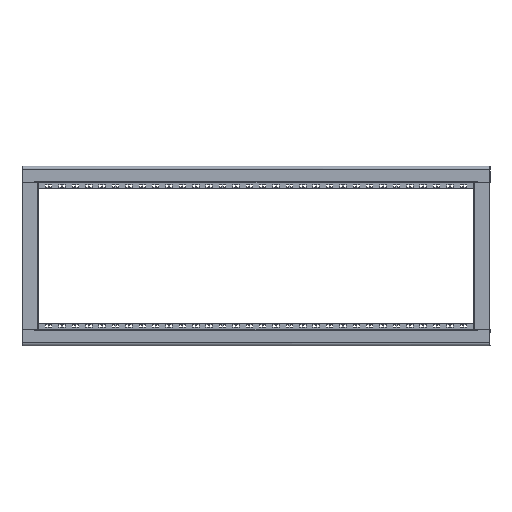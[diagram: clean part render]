
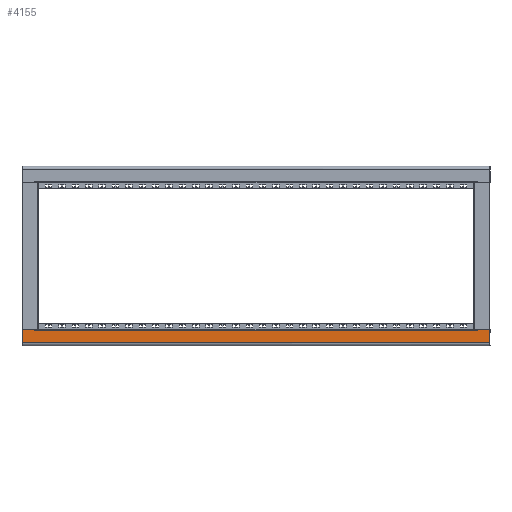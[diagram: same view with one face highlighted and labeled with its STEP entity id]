
A CAD part, top view. The second image highlights one B-rep face of the part: STEP entity #4155.
In plain terms, the highlighted planar face has unit normal (0, 0, 1).
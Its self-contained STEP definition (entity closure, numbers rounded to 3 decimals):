
#72 = AXIS2_PLACEMENT_3D ( 'NONE', #6362, #6351, #6350 ) ;
#1487 = VERTEX_POINT ( 'NONE', #7755 ) ;
#1496 = VERTEX_POINT ( 'NONE', #7753 ) ;
#1503 = VERTEX_POINT ( 'NONE', #7721 ) ;
#1512 = VERTEX_POINT ( 'NONE', #7705 ) ;
#1513 = VERTEX_POINT ( 'NONE', #7701 ) ;
#1546 = VERTEX_POINT ( 'NONE', #7667 ) ;
#1587 = VERTEX_POINT ( 'NONE', #7628 ) ;
#1597 = VERTEX_POINT ( 'NONE', #7608 ) ;
#4155 = ADVANCED_FACE ( 'NONE', ( #6354 ), #6353, .T. ) ;
#5362 = EDGE_CURVE ( 'NONE', #1513, #1546, #11154, .T. ) ;
#5394 = EDGE_CURVE ( 'NONE', #1512, #1597, #11148, .T. ) ;
#5412 = EDGE_CURVE ( 'NONE', #1587, #1487, #10929, .T. ) ;
#5444 = EDGE_CURVE ( 'NONE', #1546, #1587, #10807, .T. ) ;
#5446 = EDGE_CURVE ( 'NONE', #1487, #1512, #10802, .T. ) ;
#5460 = EDGE_CURVE ( 'NONE', #1597, #1503, #10940, .T. ) ;
#5461 = EDGE_CURVE ( 'NONE', #1503, #1496, #10829, .T. ) ;
#5462 = EDGE_CURVE ( 'NONE', #1496, #1513, #10973, .T. ) ;
#6350 = DIRECTION ( 'NONE',  ( 1., 0., 0. ) ) ;
#6351 = DIRECTION ( 'NONE',  ( 0., 0., 1. ) ) ;
#6353 = PLANE ( 'NONE',  #72 ) ;
#6354 = FACE_OUTER_BOUND ( 'NONE', #9382, .T. ) ;
#6362 = CARTESIAN_POINT ( 'NONE',  ( -777.5, -25.5, 1.5 ) ) ;
#6825 = VECTOR ( 'NONE', #10834, 1000. ) ;
#6835 = VECTOR ( 'NONE', #10895, 1000. ) ;
#6867 = VECTOR ( 'NONE', #10831, 1000. ) ;
#6868 = VECTOR ( 'NONE', #10971, 1000. ) ;
#6869 = VECTOR ( 'NONE', #10972, 1000. ) ;
#6877 = VECTOR ( 'NONE', #10620, 1000. ) ;
#7144 = VECTOR ( 'NONE', #11146, 1000. ) ;
#7448 = VECTOR ( 'NONE', #11086, 1000. ) ;
#7608 = CARTESIAN_POINT ( 'NONE',  ( 775.9, -25.5, 1.5 ) ) ;
#7628 = CARTESIAN_POINT ( 'NONE',  ( -735., -23.9, 1.5 ) ) ;
#7667 = CARTESIAN_POINT ( 'NONE',  ( -735., -25.5, 1.5 ) ) ;
#7701 = CARTESIAN_POINT ( 'NONE',  ( -775.9, -25.5, 1.5 ) ) ;
#7705 = CARTESIAN_POINT ( 'NONE',  ( 735., -25.5, 1.5 ) ) ;
#7721 = CARTESIAN_POINT ( 'NONE',  ( 775.9, 18.5, 1.5 ) ) ;
#7753 = CARTESIAN_POINT ( 'NONE',  ( -775.9, 18.5, 1.5 ) ) ;
#7755 = CARTESIAN_POINT ( 'NONE',  ( 735., -23.9, 1.5 ) ) ;
#9360 = ORIENTED_EDGE ( 'NONE', *, *, #5412, .T. ) ;
#9362 = ORIENTED_EDGE ( 'NONE', *, *, #5446, .T. ) ;
#9366 = ORIENTED_EDGE ( 'NONE', *, *, #5394, .T. ) ;
#9368 = ORIENTED_EDGE ( 'NONE', *, *, #5460, .T. ) ;
#9382 = EDGE_LOOP ( 'NONE', ( #9403, #9776, #9360, #9362, #9366, #9368, #9863, #9757 ) ) ;
#9403 = ORIENTED_EDGE ( 'NONE', *, *, #5362, .T. ) ;
#9757 = ORIENTED_EDGE ( 'NONE', *, *, #5462, .T. ) ;
#9776 = ORIENTED_EDGE ( 'NONE', *, *, #5444, .T. ) ;
#9863 = ORIENTED_EDGE ( 'NONE', *, *, #5461, .T. ) ;
#10620 = DIRECTION ( 'NONE',  ( 0., -1., 0. ) ) ;
#10800 = CARTESIAN_POINT ( 'NONE',  ( 735., -25.5, 1.5 ) ) ;
#10802 = LINE ( 'NONE', #10800, #6877 ) ;
#10805 = CARTESIAN_POINT ( 'NONE',  ( -735., -25.5, 1.5 ) ) ;
#10807 = LINE ( 'NONE', #10805, #6825 ) ;
#10829 = LINE ( 'NONE', #10969, #6869 ) ;
#10831 = DIRECTION ( 'NONE',  ( 0., 1., 0. ) ) ;
#10834 = DIRECTION ( 'NONE',  ( 0., 1., 0. ) ) ;
#10867 = CARTESIAN_POINT ( 'NONE',  ( -735., -23.9, 1.5 ) ) ;
#10895 = DIRECTION ( 'NONE',  ( 1., 0., 0. ) ) ;
#10929 = LINE ( 'NONE', #10867, #6835 ) ;
#10940 = LINE ( 'NONE', #10960, #6867 ) ;
#10960 = CARTESIAN_POINT ( 'NONE',  ( 775.9, -25.5, 1.5 ) ) ;
#10967 = CARTESIAN_POINT ( 'NONE',  ( -775.9, 25.5, 1.5 ) ) ;
#10969 = CARTESIAN_POINT ( 'NONE',  ( 775.9, 18.5, 1.5 ) ) ;
#10971 = DIRECTION ( 'NONE',  ( 0., -1., 0. ) ) ;
#10972 = DIRECTION ( 'NONE',  ( -1., 0., 0. ) ) ;
#10973 = LINE ( 'NONE', #10967, #6868 ) ;
#11034 = CARTESIAN_POINT ( 'NONE',  ( -777.5, -25.5, 1.5 ) ) ;
#11086 = DIRECTION ( 'NONE',  ( 1., 0., 0. ) ) ;
#11146 = DIRECTION ( 'NONE',  ( 1., 0., 0. ) ) ;
#11147 = CARTESIAN_POINT ( 'NONE',  ( -777.5, -25.5, 1.5 ) ) ;
#11148 = LINE ( 'NONE', #11147, #7144 ) ;
#11154 = LINE ( 'NONE', #11034, #7448 ) ;
